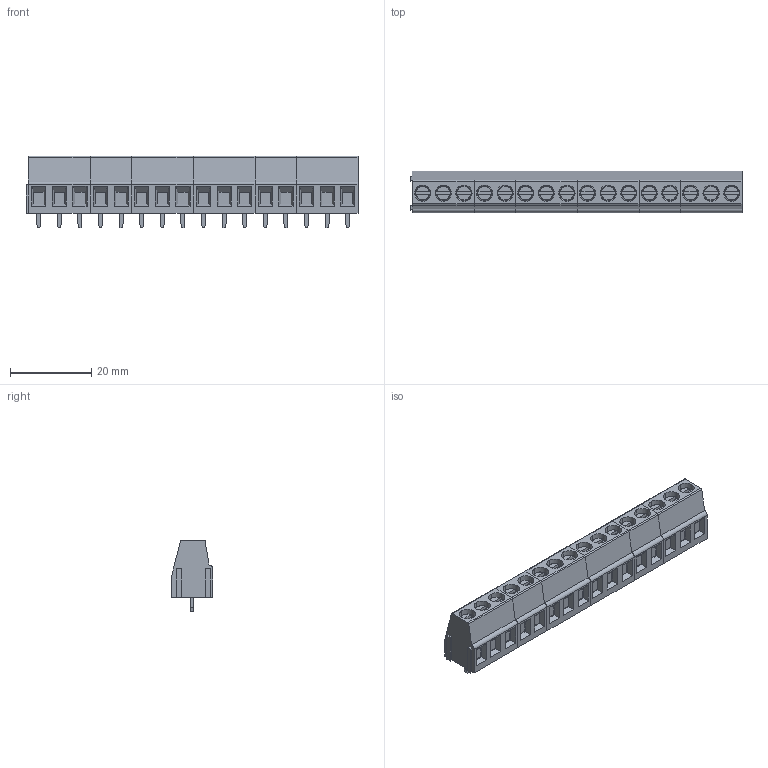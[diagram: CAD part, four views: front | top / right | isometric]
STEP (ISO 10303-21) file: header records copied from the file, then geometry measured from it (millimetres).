
FILE_DESCRIPTION(('FreeCAD Model'),'2;1');
FILE_NAME('Open CASCADE Shape Model','2024-11-06T21:17:54',(''),(''), 'Open CASCADE STEP processor 7.6','FreeCAD','Unknown');
FILE_SCHEMA(('AUTOMOTIVE_DESIGN { 1 0 10303 214 1 1 1 1 }'));
Length unit declared in the file: millimetre
Products named in the file (1): CUI_DEVICES_TB004-508-16BE
Bounding box: 81.88 x 10.2 x 17.6 mm (x, y, z)
Volume: 9576.3 mm3; surface area: 5611.4 mm2
Topology: 1 solids, 1 shells, 674 faces, 1631 edges, 1007 vertices
Faces by surface type: plane 480, torus 80, cone 64, cylinder 50
Entity records: 24959 total; most frequent: CARTESIAN_POINT 4529, ORIENTED_EDGE 3262, DIRECTION 3194, EDGE_CURVE 1631, LINE 1162, VECTOR 1162, AXIS2_PLACEMENT_3D 1016, VERTEX_POINT 1007
